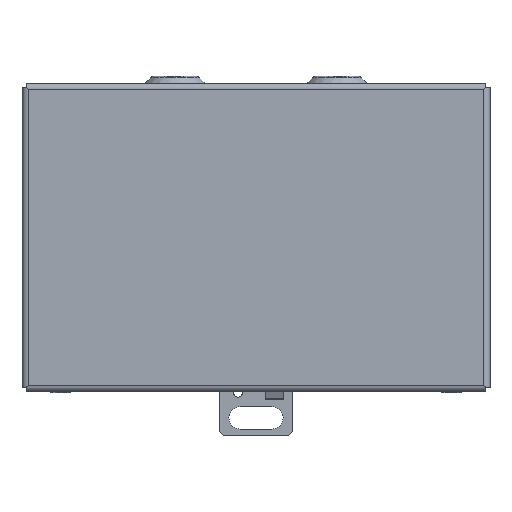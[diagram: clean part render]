
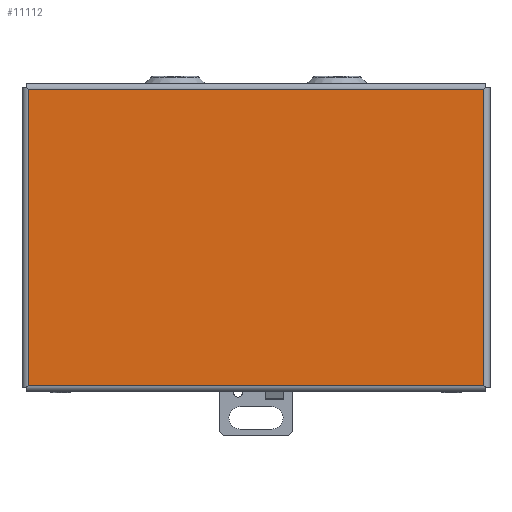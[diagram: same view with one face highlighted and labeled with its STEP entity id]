
A CAD part, top view. The second image highlights one B-rep face of the part: STEP entity #11112.
In plain terms, the highlighted planar face has unit normal (0, 0, 1).
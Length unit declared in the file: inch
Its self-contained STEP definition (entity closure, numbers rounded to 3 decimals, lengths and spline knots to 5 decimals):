
#70 = ORIENTED_EDGE ( 'NONE', *, *, #5424, .F. ) ;
#206 = DIRECTION ( 'NONE',  ( -1., 0., 0. ) ) ;
#715 = CARTESIAN_POINT ( 'NONE',  ( -3.1585, -4.135, 4.0285 ) ) ;
#1137 = VERTEX_POINT ( 'NONE', #8595 ) ;
#1696 = LINE ( 'NONE', #11811, #3062 ) ;
#1922 = EDGE_CURVE ( 'NONE', #4706, #1137, #10585, .T. ) ;
#2164 = EDGE_CURVE ( 'NONE', #7014, #4438, #6297, .T. ) ;
#2256 = AXIS2_PLACEMENT_3D ( 'NONE', #12678, #11743, #2694 ) ;
#2494 = FACE_OUTER_BOUND ( 'NONE', #9451, .T. ) ;
#2694 = DIRECTION ( 'NONE',  ( -1., 0., 0. ) ) ;
#2857 = VECTOR ( 'NONE', #3960, 39.37008 ) ;
#3062 = VECTOR ( 'NONE', #7915, 39.37008 ) ;
#3132 = CARTESIAN_POINT ( 'NONE',  ( 3.1585, -4.135, 4.0285 ) ) ;
#3267 = VECTOR ( 'NONE', #206, 39.37008 ) ;
#3385 = CARTESIAN_POINT ( 'NONE',  ( 3.1585, -4.135, 4.0285 ) ) ;
#3960 = DIRECTION ( 'NONE',  ( 0., 1., 0. ) ) ;
#4438 = VERTEX_POINT ( 'NONE', #715 ) ;
#4589 = DIRECTION ( 'NONE',  ( 1., 0., 0. ) ) ;
#4706 = VERTEX_POINT ( 'NONE', #6228 ) ;
#5159 = VECTOR ( 'NONE', #4589, 39.37008 ) ;
#5424 = EDGE_CURVE ( 'NONE', #1137, #7014, #1696, .T. ) ;
#6228 = CARTESIAN_POINT ( 'NONE',  ( -3.1585, -0.029, 4.0285 ) ) ;
#6297 = LINE ( 'NONE', #3385, #3267 ) ;
#7014 = VERTEX_POINT ( 'NONE', #3132 ) ;
#7313 = ORIENTED_EDGE ( 'NONE', *, *, #2164, .F. ) ;
#7608 = LINE ( 'NONE', #9045, #2857 ) ;
#7915 = DIRECTION ( 'NONE',  ( 0., -1., 0. ) ) ;
#8178 = EDGE_CURVE ( 'NONE', #4438, #4706, #7608, .T. ) ;
#8595 = CARTESIAN_POINT ( 'NONE',  ( 3.1585, -0.029, 4.0285 ) ) ;
#9045 = CARTESIAN_POINT ( 'NONE',  ( -3.1585, -4.135, 4.0285 ) ) ;
#9451 = EDGE_LOOP ( 'NONE', ( #10301, #7313, #70, #11241 ) ) ;
#9568 = PLANE ( 'NONE',  #2256 ) ;
#10301 = ORIENTED_EDGE ( 'NONE', *, *, #8178, .F. ) ;
#10585 = LINE ( 'NONE', #12578, #5159 ) ;
#11112 = ADVANCED_FACE ( 'NONE', ( #2494 ), #9568, .T. ) ;
#11241 = ORIENTED_EDGE ( 'NONE', *, *, #1922, .F. ) ;
#11743 = DIRECTION ( 'NONE',  ( 0., 0., 1. ) ) ;
#11811 = CARTESIAN_POINT ( 'NONE',  ( 3.1585, -0.029, 4.0285 ) ) ;
#12578 = CARTESIAN_POINT ( 'NONE',  ( -3.1585, -0.029, 4.0285 ) ) ;
#12678 = CARTESIAN_POINT ( 'NONE',  ( 3.1585, -0.029, 4.0285 ) ) ;
